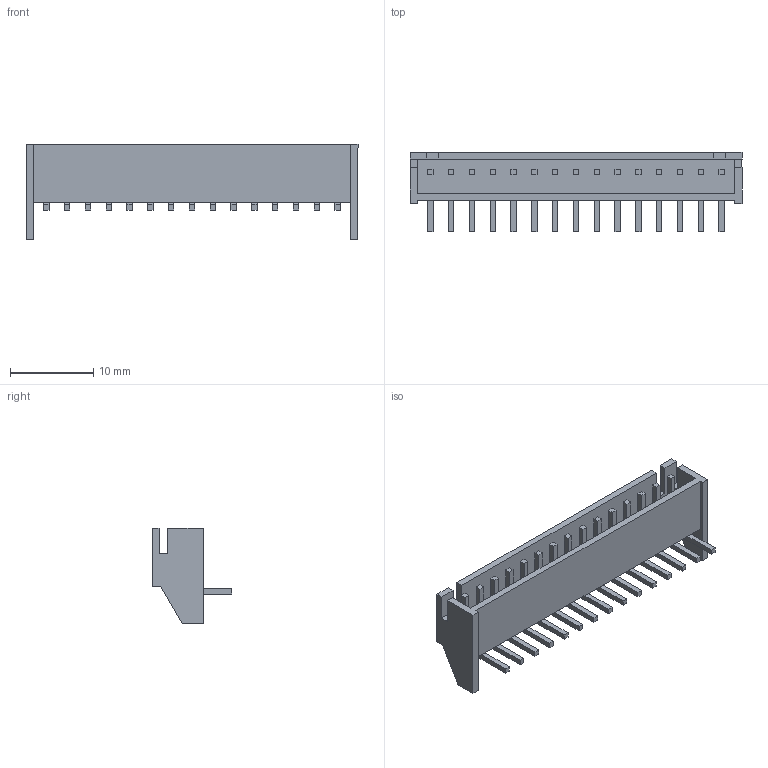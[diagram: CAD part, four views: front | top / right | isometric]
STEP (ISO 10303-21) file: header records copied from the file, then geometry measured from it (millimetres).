
FILE_DESCRIPTION (( 'STEP AP214' ), '1' );
FILE_NAME ('S15B-XH-A-1.STEP', '2010-06-21T03:40:12', ( '9g-mnaganawa' ), ( 'ｊｓｔ－ｏｅｃ' ), 'SwSTEP 2.0', 'SolidWorks 2005235', '' );
FILE_SCHEMA (( 'AUTOMOTIVE_DESIGN' ));
Length unit declared in the file: millimetre
Products named in the file (1): S15B-XH-A-1
Bounding box: 39.9 x 9.55 x 11.5 mm (x, y, z)
Volume: 964.9 mm3; surface area: 2034.6 mm2
Topology: 1 solids, 1 shells, 212 faces, 540 edges, 360 vertices
Faces by surface type: plane 182, cylinder 30
Entity records: 8327 total; most frequent: CARTESIAN_POINT 1113, ORIENTED_EDGE 1080, DIRECTION 1026, EDGE_CURVE 540, VECTOR 480, LINE 480, VERTEX_POINT 360, AXIS2_PLACEMENT_3D 273
